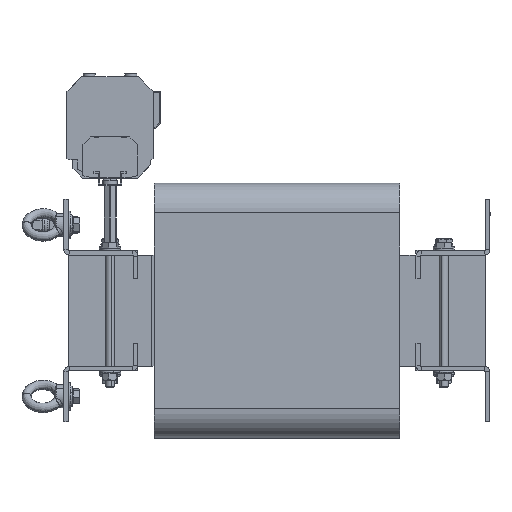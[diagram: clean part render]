
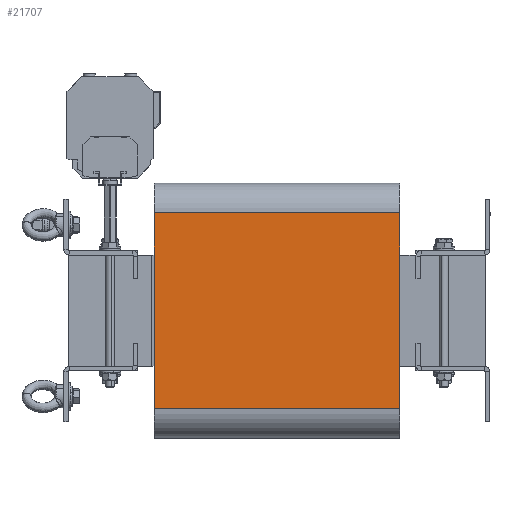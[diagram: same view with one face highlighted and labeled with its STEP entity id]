
A CAD part, left-side view. The second image highlights one B-rep face of the part: STEP entity #21707.
In plain terms, the highlighted planar face has unit normal (-1, 0, 0).
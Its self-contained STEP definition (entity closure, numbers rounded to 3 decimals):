
#3817 = VERTEX_POINT ( 'NONE', #9005 ) ;
#3961 = LINE ( 'NONE', #45350, #6505 ) ;
#4001 = DIRECTION ( 'NONE',  ( 0., 0., -1. ) ) ;
#5791 = EDGE_CURVE ( 'Defeature ausgef�hrt2_27+Defeature ausgef�hrt2_26+Defeature ausgef�hrt2_34+Defeature ausgef�hrt2_35', #3817, #19185, #27839, .T. ) ;
#6505 = VECTOR ( 'NONE', #4001, 1000. ) ;
#6643 = LINE ( 'NONE', #18049, #25293 ) ;
#7884 = AXIS2_PLACEMENT_3D ( 'NONE', #38091, #42241, #46390 ) ;
#9005 = CARTESIAN_POINT ( 'NONE',  ( -265., 132.5, -105.5 ) ) ;
#9179 = EDGE_CURVE ( 'Defeature ausgef�hrt2_28+Defeature ausgef�hrt2_27+Defeature ausgef�hrt2_34+Defeature ausgef�hrt2_35', #43150, #26769, #6643, .T. ) ;
#9305 = PLANE ( 'NONE',  #7884 ) ;
#10099 = CARTESIAN_POINT ( 'NONE',  ( -265., -132.5, 105.5 ) ) ;
#13911 = EDGE_CURVE ( 'Defeature ausgef�hrt2_27+Defeature ausgef�hrt2_34+Defeature ausgef�hrt2_28+Defeature ausgef�hrt2_26', #43150, #3817, #53002, .T. ) ;
#14231 = EDGE_CURVE ( 'Defeature ausgef�hrt2_35+Defeature ausgef�hrt2_27+Defeature ausgef�hrt2_28+Defeature ausgef�hrt2_26', #26769, #19185, #3961, .T. ) ;
#16289 = EDGE_LOOP ( 'NONE', ( #50237, #21129, #41408, #39257 ) ) ;
#18049 = CARTESIAN_POINT ( 'NONE',  ( -265., 132.5, 105.5 ) ) ;
#19185 = VERTEX_POINT ( 'NONE', #39444 ) ;
#20340 = DIRECTION ( 'NONE',  ( 0., -1., 0. ) ) ;
#21129 = ORIENTED_EDGE ( 'NONE', *, *, #9179, .F. ) ;
#21707 = ADVANCED_FACE ( 'Defeature ausgef�hrt2_27', ( #50469 ), #9305, .T. ) ;
#25293 = VECTOR ( 'NONE', #46100, 1000. ) ;
#26345 = DIRECTION ( 'NONE',  ( 0., 0., -1. ) ) ;
#26769 = VERTEX_POINT ( 'NONE', #10099 ) ;
#27839 = LINE ( 'NONE', #53495, #50352 ) ;
#30128 = CARTESIAN_POINT ( 'NONE',  ( -265., 132.5, 0. ) ) ;
#38091 = CARTESIAN_POINT ( 'NONE',  ( -265., 132.5, 0. ) ) ;
#39257 = ORIENTED_EDGE ( 'NONE', *, *, #5791, .T. ) ;
#39444 = CARTESIAN_POINT ( 'NONE',  ( -265., -132.5, -105.5 ) ) ;
#40005 = VECTOR ( 'NONE', #26345, 1000. ) ;
#41408 = ORIENTED_EDGE ( 'NONE', *, *, #13911, .T. ) ;
#42241 = DIRECTION ( 'NONE',  ( -1., 0., 0. ) ) ;
#43150 = VERTEX_POINT ( 'NONE', #53503 ) ;
#45350 = CARTESIAN_POINT ( 'NONE',  ( -265., -132.5, 0. ) ) ;
#46100 = DIRECTION ( 'NONE',  ( 0., -1., 0. ) ) ;
#46390 = DIRECTION ( 'NONE',  ( 0., 1., 0. ) ) ;
#50237 = ORIENTED_EDGE ( 'NONE', *, *, #14231, .F. ) ;
#50352 = VECTOR ( 'NONE', #20340, 1000. ) ;
#50469 = FACE_OUTER_BOUND ( 'NONE', #16289, .T. ) ;
#53002 = LINE ( 'NONE', #30128, #40005 ) ;
#53495 = CARTESIAN_POINT ( 'NONE',  ( -265., 132.5, -105.5 ) ) ;
#53503 = CARTESIAN_POINT ( 'NONE',  ( -265., 132.5, 105.5 ) ) ;
